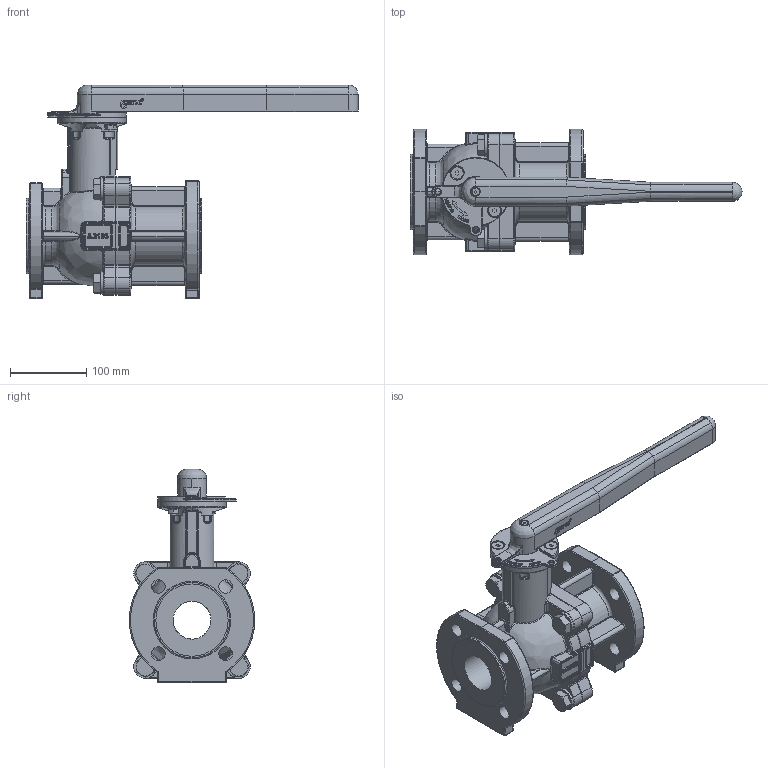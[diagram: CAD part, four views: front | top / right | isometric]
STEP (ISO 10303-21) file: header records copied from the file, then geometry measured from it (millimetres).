
FILE_DESCRIPTION(('HOOPS Exchange Step'),'2;1');
FILE_NAME('FK13000008.stp','2025-09-18T10:41:18+02:00',('nieru'),('Unknown organisation'),'HOOPS Exchange 2024.2','HOOPS Exchange','Unknown authorisation');
FILE_SCHEMA( ('AP203_CONFIGURATION_CONTROLLED_3D_DESIGN_OF_MECHANICAL_PARTS_AND_ASSEMBLIES_MIM_LF') );
Length unit declared in the file: millimetre
Products named in the file (4): 0; root
Assembly tree (3 placements, depth 3):
  root
    0
      0
      0
Bounding box: 436.6 x 165 x 281 mm (x, y, z)
Volume: 2950501.6 mm3; surface area: 385996.1 mm2
Topology: 5 solids, 5 shells, 2364 faces, 6132 edges, 3869 vertices
Faces by surface type: cylinder 775, bspline 667, plane 571, torus 187, cone 88, sphere 51, extrusion 25
Full cylindrical faces by diameter (mm): 2.2 x4, 4.134 x1, 9 x4, 16 x4, 17 x4, 18 x8, 22.49 x4, 30 x4, 56 x1, 90 x1, 95 x2, 99 x2, 140 x1, 150 x2
Entity records: 128534 total; most frequent: CARTESIAN_POINT 77387, ORIENTED_EDGE 12206, DIRECTION 8070, EDGE_CURVE 6103, VERTEX_POINT 3869, AXIS2_PLACEMENT_3D 2949, EDGE_LOOP 2532, FACE_BOUND 2532
